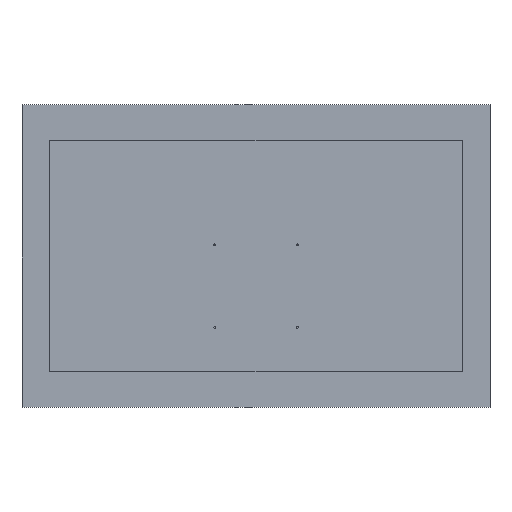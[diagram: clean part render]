
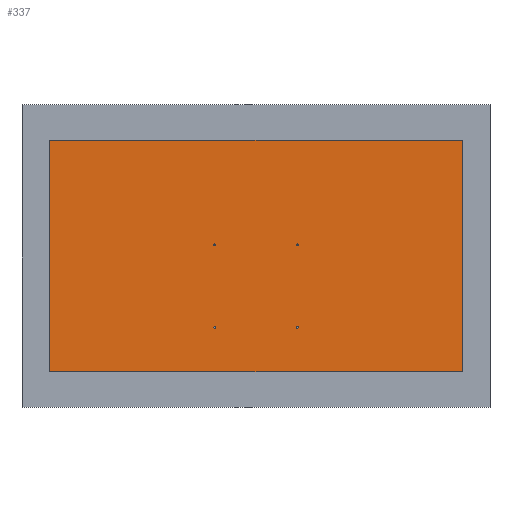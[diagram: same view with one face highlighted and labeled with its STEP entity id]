
A CAD part, top view. The second image highlights one B-rep face of the part: STEP entity #337.
In plain terms, the highlighted free-form (B-spline) face has degree [1, 1] with [2, 2] control points.
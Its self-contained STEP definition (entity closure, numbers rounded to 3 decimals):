
#22 = VERTEX_POINT('',#23);
#23 = CARTESIAN_POINT('',(-123.174,-208.769,16.059
    ));
#41 = EDGE_CURVE('',#22,#22,#42,.T.);
#42 = ( BOUNDED_CURVE() B_SPLINE_CURVE(2,(#43,#44,#45,#46,#47,#48,#49),
.UNSPECIFIED.,.T.,.F.) B_SPLINE_CURVE_WITH_KNOTS((3,2,2,3),(
    3.142,5.236,7.33,9.425),
.PIECEWISE_BEZIER_KNOTS.) CURVE() GEOMETRIC_REPRESENTATION_ITEM() 
RATIONAL_B_SPLINE_CURVE((1.,0.5,1.,0.5,1.,0.5,1.)) REPRESENTATION_ITEM(
  '') );
#43 = CARTESIAN_POINT('',(-123.174,-208.769,16.059
    ));
#44 = CARTESIAN_POINT('',(-123.174,-204.04,16.059
    ));
#45 = CARTESIAN_POINT('',(-119.079,-206.405,16.059
    ));
#46 = CARTESIAN_POINT('',(-114.983,-208.769,16.059
    ));
#47 = CARTESIAN_POINT('',(-119.079,-211.133,16.059
    ));
#48 = CARTESIAN_POINT('',(-123.174,-213.498,16.059
    ));
#49 = CARTESIAN_POINT('',(-123.174,-208.769,16.059
    ));
#74 = VERTEX_POINT('',#75);
#75 = CARTESIAN_POINT('',(117.714,-208.769,16.059
    ));
#93 = EDGE_CURVE('',#74,#74,#94,.T.);
#94 = ( BOUNDED_CURVE() B_SPLINE_CURVE(2,(#95,#96,#97,#98,#99,#100,#101)
,.UNSPECIFIED.,.T.,.F.) B_SPLINE_CURVE_WITH_KNOTS((3,2,2,3),(
    3.142,5.236,7.33,9.425),
.PIECEWISE_BEZIER_KNOTS.) CURVE() GEOMETRIC_REPRESENTATION_ITEM() 
RATIONAL_B_SPLINE_CURVE((1.,0.5,1.,0.5,1.,0.5,1.)) REPRESENTATION_ITEM(
  '') );
#95 = CARTESIAN_POINT('',(117.714,-208.769,16.059
    ));
#96 = CARTESIAN_POINT('',(117.714,-204.04,16.059
    ));
#97 = CARTESIAN_POINT('',(121.809,-206.405,16.059
    ));
#98 = CARTESIAN_POINT('',(125.904,-208.769,16.059
    ));
#99 = CARTESIAN_POINT('',(121.809,-211.133,16.059
    ));
#100 = CARTESIAN_POINT('',(117.714,-213.498,
    16.059));
#101 = CARTESIAN_POINT('',(117.714,-208.769,
    16.059));
#126 = VERTEX_POINT('',#127);
#127 = CARTESIAN_POINT('',(117.714,32.118,
    16.059));
#145 = EDGE_CURVE('',#126,#126,#146,.T.);
#146 = ( BOUNDED_CURVE() B_SPLINE_CURVE(2,(#147,#148,#149,#150,#151,#152
,#153),.UNSPECIFIED.,.T.,.F.) B_SPLINE_CURVE_WITH_KNOTS((3,2,2,3),(
    3.142,5.236,7.33,9.425),
.PIECEWISE_BEZIER_KNOTS.) CURVE() GEOMETRIC_REPRESENTATION_ITEM() 
RATIONAL_B_SPLINE_CURVE((1.,0.5,1.,0.5,1.,0.5,1.)) REPRESENTATION_ITEM(
  '') );
#147 = CARTESIAN_POINT('',(117.714,32.118,
    16.059));
#148 = CARTESIAN_POINT('',(117.714,36.847,16.059
    ));
#149 = CARTESIAN_POINT('',(121.809,34.483,
    16.059));
#150 = CARTESIAN_POINT('',(125.904,32.118,
    16.059));
#151 = CARTESIAN_POINT('',(121.809,29.754,
    16.059));
#152 = CARTESIAN_POINT('',(117.714,27.39,
    16.059));
#153 = CARTESIAN_POINT('',(117.714,32.118,
    16.059));
#178 = VERTEX_POINT('',#179);
#179 = CARTESIAN_POINT('',(-123.174,32.118,
    16.059));
#197 = EDGE_CURVE('',#178,#178,#198,.T.);
#198 = ( BOUNDED_CURVE() B_SPLINE_CURVE(2,(#199,#200,#201,#202,#203,#204
,#205),.UNSPECIFIED.,.T.,.F.) B_SPLINE_CURVE_WITH_KNOTS((3,2,2,3),(
    3.142,5.236,7.33,9.425),
.PIECEWISE_BEZIER_KNOTS.) CURVE() GEOMETRIC_REPRESENTATION_ITEM() 
RATIONAL_B_SPLINE_CURVE((1.,0.5,1.,0.5,1.,0.5,1.)) REPRESENTATION_ITEM(
  '') );
#199 = CARTESIAN_POINT('',(-123.174,32.118,
    16.059));
#200 = CARTESIAN_POINT('',(-123.174,36.847,16.059
    ));
#201 = CARTESIAN_POINT('',(-119.079,34.483,
    16.059));
#202 = CARTESIAN_POINT('',(-114.983,32.118,
    16.059));
#203 = CARTESIAN_POINT('',(-119.079,29.754,
    16.059));
#204 = CARTESIAN_POINT('',(-123.174,27.39,
    16.059));
#205 = CARTESIAN_POINT('',(-123.174,32.118,
    16.059));
#239 = VERTEX_POINT('',#240);
#240 = CARTESIAN_POINT('',(-602.218,-337.242,
    16.059));
#245 = EDGE_CURVE('',#246,#239,#248,.T.);
#246 = VERTEX_POINT('',#247);
#247 = CARTESIAN_POINT('',(-602.218,337.242,
    16.059));
#248 = B_SPLINE_CURVE_WITH_KNOTS('',1,(#249,#250),.UNSPECIFIED.,.F.,.F.,
  (2,2),(0.,840.),.PIECEWISE_BEZIER_KNOTS.);
#249 = CARTESIAN_POINT('',(-602.218,337.242,
    16.059));
#250 = CARTESIAN_POINT('',(-602.218,-337.242,
    16.059));
#273 = EDGE_CURVE('',#274,#246,#276,.T.);
#274 = VERTEX_POINT('',#275);
#275 = CARTESIAN_POINT('',(602.218,337.242,
    16.059));
#276 = B_SPLINE_CURVE_WITH_KNOTS('',1,(#277,#278),.UNSPECIFIED.,.F.,.F.,
  (2,2),(0.,1500.),.PIECEWISE_BEZIER_KNOTS.);
#277 = CARTESIAN_POINT('',(602.218,337.242,
    16.059));
#278 = CARTESIAN_POINT('',(-602.218,337.242,
    16.059));
#301 = EDGE_CURVE('',#302,#274,#304,.T.);
#302 = VERTEX_POINT('',#303);
#303 = CARTESIAN_POINT('',(602.218,-337.242,
    16.059));
#304 = B_SPLINE_CURVE_WITH_KNOTS('',1,(#305,#306),.UNSPECIFIED.,.F.,.F.,
  (2,2),(0.,840.),.PIECEWISE_BEZIER_KNOTS.);
#305 = CARTESIAN_POINT('',(602.218,-337.242,
    16.059));
#306 = CARTESIAN_POINT('',(602.218,337.242,
    16.059));
#327 = EDGE_CURVE('',#239,#302,#328,.T.);
#328 = B_SPLINE_CURVE_WITH_KNOTS('',1,(#329,#330),.UNSPECIFIED.,.F.,.F.,
  (2,2),(0.,1500.),.PIECEWISE_BEZIER_KNOTS.);
#329 = CARTESIAN_POINT('',(-602.218,-337.242,
    16.059));
#330 = CARTESIAN_POINT('',(602.218,-337.242,
    16.059));
#337 = ADVANCED_FACE('',(#338,#344,#347,#350,#353),#356,.T.);
#338 = FACE_BOUND('',#339,.T.);
#339 = EDGE_LOOP('',(#340,#341,#342,#343));
#340 = ORIENTED_EDGE('',*,*,#327,.T.);
#341 = ORIENTED_EDGE('',*,*,#301,.T.);
#342 = ORIENTED_EDGE('',*,*,#273,.T.);
#343 = ORIENTED_EDGE('',*,*,#245,.T.);
#344 = FACE_BOUND('',#345,.T.);
#345 = EDGE_LOOP('',(#346));
#346 = ORIENTED_EDGE('',*,*,#41,.T.);
#347 = FACE_BOUND('',#348,.T.);
#348 = EDGE_LOOP('',(#349));
#349 = ORIENTED_EDGE('',*,*,#93,.T.);
#350 = FACE_BOUND('',#351,.T.);
#351 = EDGE_LOOP('',(#352));
#352 = ORIENTED_EDGE('',*,*,#145,.T.);
#353 = FACE_BOUND('',#354,.T.);
#354 = EDGE_LOOP('',(#355));
#355 = ORIENTED_EDGE('',*,*,#197,.T.);
#356 = B_SPLINE_SURFACE_WITH_KNOTS('',1,1,(
    (#357,#358)
    ,(#359,#360
    )),.UNSPECIFIED.,.F.,.F.,.F.,(2,2),(2,2),(-750.,750.),(-420.,420.),
  .PIECEWISE_BEZIER_KNOTS.);
#357 = CARTESIAN_POINT('',(-602.218,-337.242,
    16.059));
#358 = CARTESIAN_POINT('',(-602.218,337.242,
    16.059));
#359 = CARTESIAN_POINT('',(602.218,-337.242,
    16.059));
#360 = CARTESIAN_POINT('',(602.218,337.242,
    16.059));
